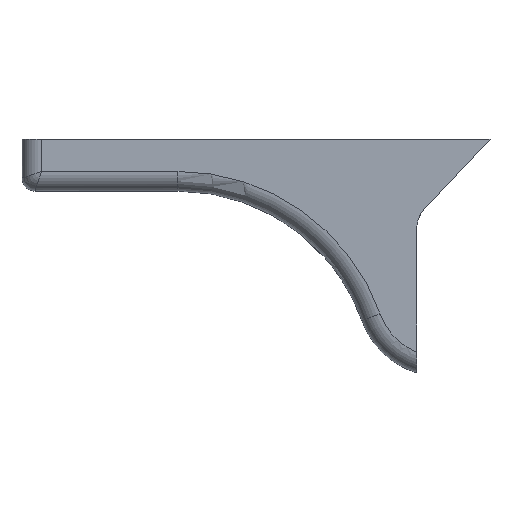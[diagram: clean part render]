
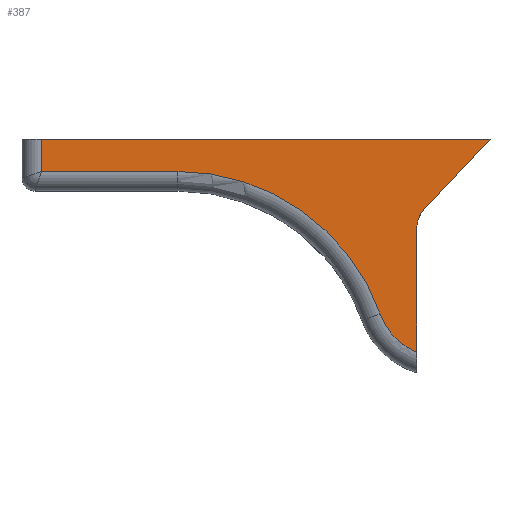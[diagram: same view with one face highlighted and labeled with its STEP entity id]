
A CAD part, top view. The second image highlights one B-rep face of the part: STEP entity #387.
In plain terms, the highlighted planar face has unit normal (0, 0, 1).
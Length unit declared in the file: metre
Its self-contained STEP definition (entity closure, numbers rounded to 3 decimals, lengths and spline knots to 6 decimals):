
#27=PLANE('',#438);
#44=CIRCLE('',#428,0.002);
#49=CIRCLE('',#439,0.016505);
#50=CIRCLE('',#440,0.004928);
#104=ORIENTED_EDGE('',*,*,#207,.T.);
#105=ORIENTED_EDGE('',*,*,#208,.T.);
#106=ORIENTED_EDGE('',*,*,#183,.T.);
#107=ORIENTED_EDGE('',*,*,#190,.F.);
#108=ORIENTED_EDGE('',*,*,#193,.T.);
#109=ORIENTED_EDGE('',*,*,#198,.F.);
#110=ORIENTED_EDGE('',*,*,#209,.T.);
#111=ORIENTED_EDGE('',*,*,#210,.T.);
#183=EDGE_CURVE('',#238,#239,#265,.T.);
#190=EDGE_CURVE('',#243,#239,#44,.T.);
#193=EDGE_CURVE('',#243,#245,#271,.T.);
#198=EDGE_CURVE('',#249,#245,#274,.T.);
#207=EDGE_CURVE('',#254,#255,#49,.F.);
#208=EDGE_CURVE('',#255,#238,#50,.T.);
#209=EDGE_CURVE('',#249,#256,#281,.T.);
#210=EDGE_CURVE('',#256,#254,#282,.T.);
#238=VERTEX_POINT('',#635);
#239=VERTEX_POINT('',#636);
#243=VERTEX_POINT('',#655);
#245=VERTEX_POINT('',#661);
#249=VERTEX_POINT('',#671);
#254=VERTEX_POINT('',#690);
#255=VERTEX_POINT('',#691);
#256=VERTEX_POINT('',#694);
#265=LINE('',#634,#288);
#271=LINE('',#662,#294);
#274=LINE('',#672,#297);
#281=LINE('',#693,#304);
#282=LINE('',#695,#305);
#288=VECTOR('',#492,1.);
#294=VECTOR('',#506,1.);
#297=VECTOR('',#515,1.);
#304=VECTOR('',#538,1.);
#305=VECTOR('',#539,1.);
#319=EDGE_LOOP('',(#104,#105,#106,#107,#108,#109,#110,#111));
#348=FACE_BOUND('',#319,.T.);
#387=ADVANCED_FACE('',(#348),#27,.T.);
#428=AXIS2_PLACEMENT_3D('',#656,#500,#501);
#438=AXIS2_PLACEMENT_3D('',#688,#532,#533);
#439=AXIS2_PLACEMENT_3D('',#689,#534,#535);
#440=AXIS2_PLACEMENT_3D('',#692,#536,#537);
#492=DIRECTION('',(0.,1.,0.));
#500=DIRECTION('',(0.,0.,1.));
#501=DIRECTION('',(1.,0.,0.));
#506=DIRECTION('',(0.684,0.73,0.));
#515=DIRECTION('',(1.,0.,0.));
#532=DIRECTION('',(0.,0.,1.));
#533=DIRECTION('',(1.,0.,0.));
#534=DIRECTION('',(0.,0.,1.));
#535=DIRECTION('',(1.,0.,0.));
#536=DIRECTION('',(0.,0.,1.));
#537=DIRECTION('',(1.,0.,0.));
#538=DIRECTION('',(0.,-1.,0.));
#539=DIRECTION('',(1.,0.,0.));
#634=CARTESIAN_POINT('',(-0.005625,-0.012386,0.0085));
#635=CARTESIAN_POINT('',(-0.005625,-0.016396,0.0085));
#636=CARTESIAN_POINT('',(-0.005625,-0.006791,0.0085));
#655=CARTESIAN_POINT('',(-0.005084,-0.005423,0.0085));
#656=CARTESIAN_POINT('',(-0.003625,-0.006791,0.0085));
#661=CARTESIAN_POINT('',(0.,0.,0.0085));
#662=CARTESIAN_POINT('',(-0.002542,-0.002712,0.0085));
#671=CARTESIAN_POINT('',(-0.0345,0.,0.0085));
#672=CARTESIAN_POINT('',(-0.018,0.,0.0085));
#688=CARTESIAN_POINT('',(-0.018,-0.00899,0.0085));
#689=CARTESIAN_POINT('',(-0.024,-0.019,0.0085));
#690=CARTESIAN_POINT('',(-0.024,-0.002495,0.0085));
#691=CARTESIAN_POINT('',(-0.008453,-0.013458,0.0085));
#692=CARTESIAN_POINT('',(-0.003806,-0.011815,0.0085));
#693=CARTESIAN_POINT('',(-0.0345,-0.002995,0.0085));
#694=CARTESIAN_POINT('',(-0.0345,-0.002495,0.0085));
#695=CARTESIAN_POINT('',(-0.024,-0.002495,0.0085));
